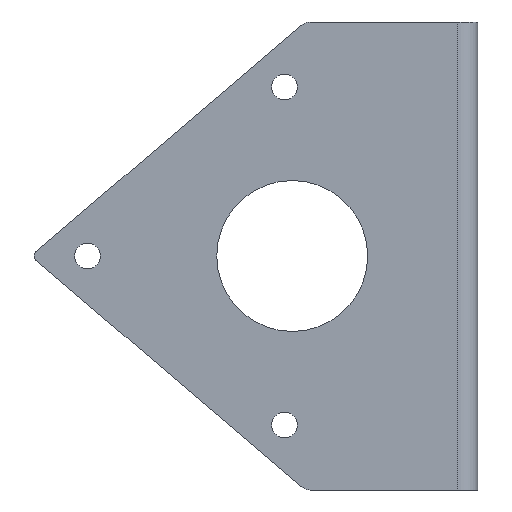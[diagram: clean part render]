
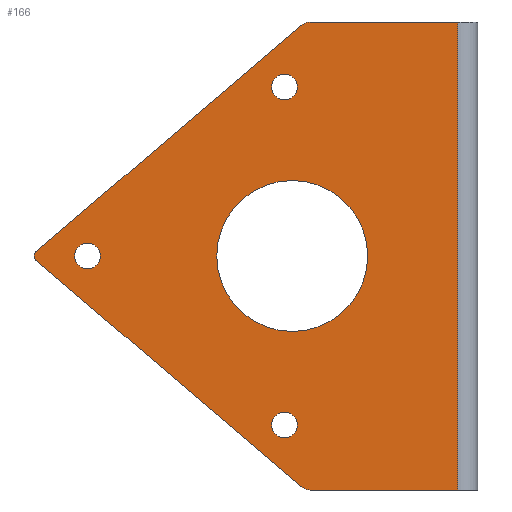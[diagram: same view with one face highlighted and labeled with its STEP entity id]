
A CAD part, left-side view. The second image highlights one B-rep face of the part: STEP entity #166.
In plain terms, the highlighted planar face has unit normal (-1, 0, 0).
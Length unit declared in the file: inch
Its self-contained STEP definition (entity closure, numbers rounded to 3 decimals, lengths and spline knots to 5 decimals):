
#10 = CARTESIAN_POINT ( 'NONE',  ( -0.125, 1.22804, 3.57408 ) ) ;
#14 = VECTOR ( 'NONE', #726, 39.37008 ) ;
#23 = VERTEX_POINT ( 'NONE', #792 ) ;
#31 = CARTESIAN_POINT ( 'NONE',  ( -0.125, 4.18164, 2.54332 ) ) ;
#41 = CIRCLE ( 'NONE', #1157, 0.58 ) ;
#98 = LINE ( 'NONE', #212, #286 ) ;
#100 = EDGE_LOOP ( 'NONE', ( #113, #346, #526, #479, #492, #400, #940, #899 ) ) ;
#108 = PLANE ( 'NONE',  #728 ) ;
#113 = ORIENTED_EDGE ( 'NONE', *, *, #836, .F. ) ;
#118 = DIRECTION ( 'NONE',  ( 0., -0.761, -0.649 ) ) ;
#132 = VERTEX_POINT ( 'NONE', #349 ) ;
#146 = VERTEX_POINT ( 'NONE', #266 ) ;
#158 = VERTEX_POINT ( 'NONE', #399 ) ;
#166 = ADVANCED_FACE ( 'NONE', ( #426, #1179, #958, #927, #627 ), #108, .F. ) ;
#193 = EDGE_LOOP ( 'NONE', ( #264, #1058 ) ) ;
#194 = VERTEX_POINT ( 'NONE', #491 ) ;
#196 = DIRECTION ( 'NONE',  ( 0., 0., -1. ) ) ;
#198 = ORIENTED_EDGE ( 'NONE', *, *, #844, .F. ) ;
#200 = DIRECTION ( 'NONE',  ( 0., 0., -1. ) ) ;
#205 = DIRECTION ( 'NONE',  ( 1., 0., 0. ) ) ;
#212 = CARTESIAN_POINT ( 'NONE',  ( -0.125, 0.029, 3.598 ) ) ;
#223 = CIRCLE ( 'NONE', #1156, 0.0985 ) ;
#224 = EDGE_LOOP ( 'NONE', ( #971, #586 ) ) ;
#226 = CARTESIAN_POINT ( 'NONE',  ( -0.125, 3.26445, 1.76096 ) ) ;
#239 = CIRCLE ( 'NONE', #1176, 0.58 ) ;
#246 = CARTESIAN_POINT ( 'NONE',  ( -0.125, 3.282, 3.598 ) ) ;
#248 = CIRCLE ( 'NONE', #1160, 0.05 ) ;
#257 = DIRECTION ( 'NONE',  ( 0., 0., -1. ) ) ;
#264 = ORIENTED_EDGE ( 'NONE', *, *, #840, .F. ) ;
#266 = CARTESIAN_POINT ( 'NONE',  ( -0.125, 1.359, 0.4015 ) ) ;
#268 = DIRECTION ( 'NONE',  ( -1., 0., 0. ) ) ;
#270 = CARTESIAN_POINT ( 'NONE',  ( -0.125, 1.359, 0.5985 ) ) ;
#273 = CARTESIAN_POINT ( 'NONE',  ( -0.125, 1.16314, 0.1 ) ) ;
#277 = CARTESIAN_POINT ( 'NONE',  ( -0.125, 3.282, 0. ) ) ;
#286 = VECTOR ( 'NONE', #200, 39.37008 ) ;
#324 = CARTESIAN_POINT ( 'NONE',  ( -0.125, 1.359, 2.9995 ) ) ;
#331 = VERTEX_POINT ( 'NONE', #617 ) ;
#346 = ORIENTED_EDGE ( 'NONE', *, *, #835, .T. ) ;
#349 = CARTESIAN_POINT ( 'NONE',  ( -0.125, 1.22804, 0.02392 ) ) ;
#371 = DIRECTION ( 'NONE',  ( 0., -1., 0. ) ) ;
#386 = VECTOR ( 'NONE', #118, 39.37008 ) ;
#389 = CARTESIAN_POINT ( 'NONE',  ( -0.125, 2.874, 1.7005 ) ) ;
#399 = CARTESIAN_POINT ( 'NONE',  ( -0.125, 1.16314, 3.598 ) ) ;
#400 = ORIENTED_EDGE ( 'NONE', *, *, #851, .T. ) ;
#416 = LINE ( 'NONE', #31, #386 ) ;
#425 = EDGE_LOOP ( 'NONE', ( #447, #862 ) ) ;
#426 = FACE_BOUND ( 'NONE', #439, .T. ) ;
#439 = EDGE_LOOP ( 'NONE', ( #198, #607 ) ) ;
#445 = CARTESIAN_POINT ( 'NONE',  ( -0.125, 0.029, 0. ) ) ;
#447 = ORIENTED_EDGE ( 'NONE', *, *, #837, .F. ) ;
#450 = CARTESIAN_POINT ( 'NONE',  ( -0.125, 1.16314, 0. ) ) ;
#465 = LINE ( 'NONE', #866, #14 ) ;
#473 = VERTEX_POINT ( 'NONE', #450 ) ;
#479 = ORIENTED_EDGE ( 'NONE', *, *, #831, .T. ) ;
#485 = CARTESIAN_POINT ( 'NONE',  ( -0.125, 1.3, 2.379 ) ) ;
#487 = DIRECTION ( 'NONE',  ( 0., 0., 1. ) ) ;
#491 = CARTESIAN_POINT ( 'NONE',  ( -0.125, 1.359, 3.1965 ) ) ;
#492 = ORIENTED_EDGE ( 'NONE', *, *, #770, .T. ) ;
#505 = VERTEX_POINT ( 'NONE', #445 ) ;
#526 = ORIENTED_EDGE ( 'NONE', *, *, #834, .T. ) ;
#548 = DIRECTION ( 'NONE',  ( -1., 0., 0. ) ) ;
#551 = CARTESIAN_POINT ( 'NONE',  ( -0.125, 2.874, 1.799 ) ) ;
#586 = ORIENTED_EDGE ( 'NONE', *, *, #807, .F. ) ;
#607 = ORIENTED_EDGE ( 'NONE', *, *, #829, .F. ) ;
#609 = DIRECTION ( 'NONE',  ( 0., 0., 1. ) ) ;
#614 = DIRECTION ( 'NONE',  ( -1., 0., 0. ) ) ;
#617 = CARTESIAN_POINT ( 'NONE',  ( -0.125, 2.874, 1.8975 ) ) ;
#621 = CARTESIAN_POINT ( 'NONE',  ( -0.125, 1.359, 0.5 ) ) ;
#627 = FACE_OUTER_BOUND ( 'NONE', #100, .T. ) ;
#629 = VERTEX_POINT ( 'NONE', #324 ) ;
#653 = DIRECTION ( 'NONE',  ( 0., 0., 1. ) ) ;
#655 = DIRECTION ( 'NONE',  ( -1., 0., 0. ) ) ;
#658 = CARTESIAN_POINT ( 'NONE',  ( -0.125, 1.359, 3.098 ) ) ;
#661 = DIRECTION ( 'NONE',  ( 0., 0., 1. ) ) ;
#664 = CIRCLE ( 'NONE', #1152, 0.0985 ) ;
#665 = DIRECTION ( 'NONE',  ( -1., 0., 0. ) ) ;
#668 = CARTESIAN_POINT ( 'NONE',  ( -0.125, 1.3, 1.799 ) ) ;
#672 = VERTEX_POINT ( 'NONE', #270 ) ;
#676 = CARTESIAN_POINT ( 'NONE',  ( -0.125, 1.3, 1.219 ) ) ;
#685 = VECTOR ( 'NONE', #813, 39.37008 ) ;
#701 = DIRECTION ( 'NONE',  ( 0., 0., -1. ) ) ;
#704 = DIRECTION ( 'NONE',  ( -1., 0., 0. ) ) ;
#707 = CARTESIAN_POINT ( 'NONE',  ( -0.125, 1.16314, 3.498 ) ) ;
#708 = CIRCLE ( 'NONE', #1161, 0.0985 ) ;
#726 = DIRECTION ( 'NONE',  ( 0., -1., 0. ) ) ;
#728 = AXIS2_PLACEMENT_3D ( 'NONE', #246, #205, #196 ) ;
#731 = DIRECTION ( 'NONE',  ( 0., 0., -1. ) ) ;
#732 = DIRECTION ( 'NONE',  ( -1., 0., 0. ) ) ;
#735 = CARTESIAN_POINT ( 'NONE',  ( -0.125, 3.232, 1.799 ) ) ;
#736 = CARTESIAN_POINT ( 'NONE',  ( -0.125, 2.40514, 2.57002 ) ) ;
#745 = DIRECTION ( 'NONE',  ( 0., 0., 1. ) ) ;
#750 = VECTOR ( 'NONE', #371, 39.37008 ) ;
#752 = DIRECTION ( 'NONE',  ( -1., 0., 0. ) ) ;
#755 = CARTESIAN_POINT ( 'NONE',  ( -0.125, 2.874, 1.799 ) ) ;
#770 = EDGE_CURVE ( 'NONE', #919, #132, #416, .T. ) ;
#777 = VERTEX_POINT ( 'NONE', #10 ) ;
#792 = CARTESIAN_POINT ( 'NONE',  ( -0.125, 0.029, 3.598 ) ) ;
#795 = CIRCLE ( 'NONE', #1147, 0.1 ) ;
#801 = EDGE_CURVE ( 'NONE', #841, #1047, #239, .T. ) ;
#807 = EDGE_CURVE ( 'NONE', #629, #194, #880, .T. ) ;
#813 = DIRECTION ( 'NONE',  ( 0., 0.761, -0.649 ) ) ;
#815 = EDGE_CURVE ( 'NONE', #146, #672, #1068, .T. ) ;
#829 = EDGE_CURVE ( 'NONE', #1028, #331, #708, .T. ) ;
#831 = EDGE_CURVE ( 'NONE', #1167, #919, #248, .T. ) ;
#834 = EDGE_CURVE ( 'NONE', #777, #1167, #1020, .T. ) ;
#835 = EDGE_CURVE ( 'NONE', #158, #777, #997, .T. ) ;
#836 = EDGE_CURVE ( 'NONE', #158, #23, #465, .T. ) ;
#837 = EDGE_CURVE ( 'NONE', #1047, #841, #41, .T. ) ;
#839 = EDGE_CURVE ( 'NONE', #194, #629, #223, .T. ) ;
#840 = EDGE_CURVE ( 'NONE', #672, #146, #664, .T. ) ;
#841 = VERTEX_POINT ( 'NONE', #676 ) ;
#844 = EDGE_CURVE ( 'NONE', #331, #1028, #969, .T. ) ;
#851 = EDGE_CURVE ( 'NONE', #132, #473, #795, .T. ) ;
#853 = EDGE_CURVE ( 'NONE', #473, #505, #1045, .T. ) ;
#855 = EDGE_CURVE ( 'NONE', #23, #505, #98, .T. ) ;
#862 = ORIENTED_EDGE ( 'NONE', *, *, #801, .F. ) ;
#866 = CARTESIAN_POINT ( 'NONE',  ( -0.125, 3.282, 3.598 ) ) ;
#880 = CIRCLE ( 'NONE', #1173, 0.0985 ) ;
#899 = ORIENTED_EDGE ( 'NONE', *, *, #855, .F. ) ;
#919 = VERTEX_POINT ( 'NONE', #226 ) ;
#927 = FACE_BOUND ( 'NONE', #425, .T. ) ;
#940 = ORIENTED_EDGE ( 'NONE', *, *, #853, .T. ) ;
#958 = FACE_BOUND ( 'NONE', #224, .T. ) ;
#967 = DIRECTION ( 'NONE',  ( 0., 0., 1. ) ) ;
#969 = CIRCLE ( 'NONE', #1151, 0.0985 ) ;
#970 = DIRECTION ( 'NONE',  ( -1., 0., 0. ) ) ;
#971 = ORIENTED_EDGE ( 'NONE', *, *, #839, .F. ) ;
#974 = CARTESIAN_POINT ( 'NONE',  ( -0.125, 1.359, 0.5 ) ) ;
#997 = CIRCLE ( 'NONE', #1158, 0.1 ) ;
#1020 = LINE ( 'NONE', #736, #685 ) ;
#1028 = VERTEX_POINT ( 'NONE', #389 ) ;
#1040 = DIRECTION ( 'NONE',  ( 0., 0., 1. ) ) ;
#1043 = DIRECTION ( 'NONE',  ( -1., 0., 0. ) ) ;
#1045 = LINE ( 'NONE', #277, #750 ) ;
#1047 = VERTEX_POINT ( 'NONE', #485 ) ;
#1049 = CARTESIAN_POINT ( 'NONE',  ( -0.125, 1.359, 3.098 ) ) ;
#1058 = ORIENTED_EDGE ( 'NONE', *, *, #815, .F. ) ;
#1068 = CIRCLE ( 'NONE', #1172, 0.0985 ) ;
#1075 = DIRECTION ( 'NONE',  ( 0., 0., 1. ) ) ;
#1077 = DIRECTION ( 'NONE',  ( -1., 0., 0. ) ) ;
#1082 = CARTESIAN_POINT ( 'NONE',  ( -0.125, 1.3, 1.799 ) ) ;
#1147 = AXIS2_PLACEMENT_3D ( 'NONE', #273, #268, #257 ) ;
#1151 = AXIS2_PLACEMENT_3D ( 'NONE', #551, #548, #487 ) ;
#1152 = AXIS2_PLACEMENT_3D ( 'NONE', #621, #614, #609 ) ;
#1156 = AXIS2_PLACEMENT_3D ( 'NONE', #658, #655, #653 ) ;
#1157 = AXIS2_PLACEMENT_3D ( 'NONE', #668, #665, #661 ) ;
#1158 = AXIS2_PLACEMENT_3D ( 'NONE', #707, #704, #701 ) ;
#1160 = AXIS2_PLACEMENT_3D ( 'NONE', #735, #732, #731 ) ;
#1161 = AXIS2_PLACEMENT_3D ( 'NONE', #755, #752, #745 ) ;
#1162 = CARTESIAN_POINT ( 'NONE',  ( -0.125, 3.26445, 1.83704 ) ) ;
#1167 = VERTEX_POINT ( 'NONE', #1162 ) ;
#1172 = AXIS2_PLACEMENT_3D ( 'NONE', #974, #970, #967 ) ;
#1173 = AXIS2_PLACEMENT_3D ( 'NONE', #1049, #1043, #1040 ) ;
#1176 = AXIS2_PLACEMENT_3D ( 'NONE', #1082, #1077, #1075 ) ;
#1179 = FACE_BOUND ( 'NONE', #193, .T. ) ;
